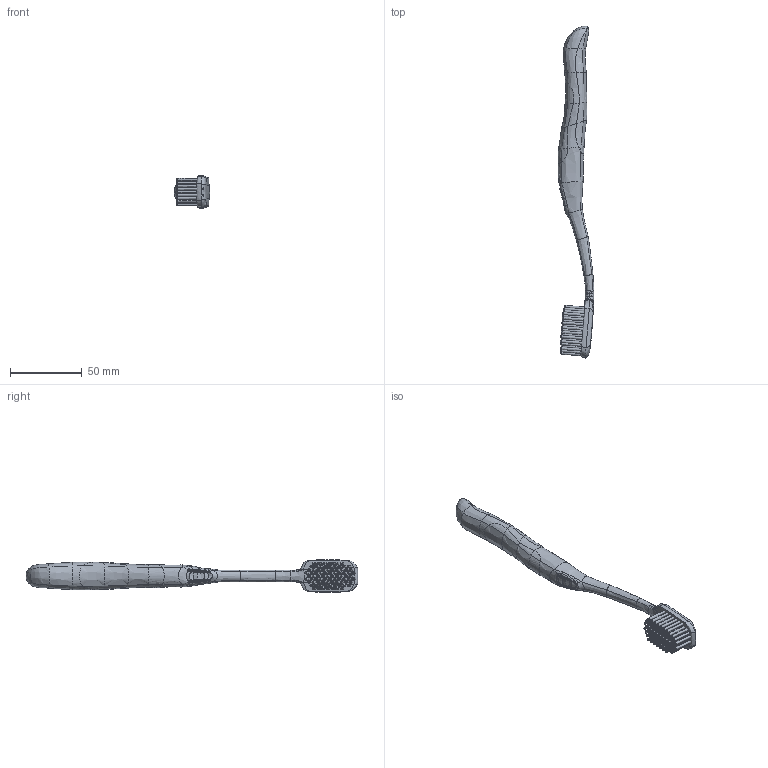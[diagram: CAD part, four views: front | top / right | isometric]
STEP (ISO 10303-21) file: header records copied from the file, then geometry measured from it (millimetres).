
FILE_DESCRIPTION(('FreeCAD Model'),'2;1');
FILE_NAME('Open CASCADE Shape Model','2025-04-27T17:24:03',('FreeCAD'),( 'FreeCAD'),'Open CASCADE STEP processor 7.6','FreeCAD','Unknown');
FILE_SCHEMA(('AUTOMOTIVE_DESIGN { 1 0 10303 214 1 1 1 1 }'));
Length unit declared in the file: millimetre
Products named in the file (1): Open CASCADE STEP translator 7.6 1
Bounding box: 24.86 x 231 x 22.5 mm (x, y, z)
Volume: 38998 mm3; surface area: 19265.5 mm2
Topology: 85 solids, 85 shells, 636 faces, 1211 edges, 719 vertices
Faces by surface type: bspline 636
Entity records: 26636 total; most frequent: CARTESIAN_POINT 19056, ORIENTED_EDGE 2370, EDGE_CURVE 1185, B_SPLINE_CURVE_WITH_KNOTS 815, VERTEX_POINT 719, ADVANCED_FACE 636, FACE_BOUND 636, EDGE_LOOP 636
